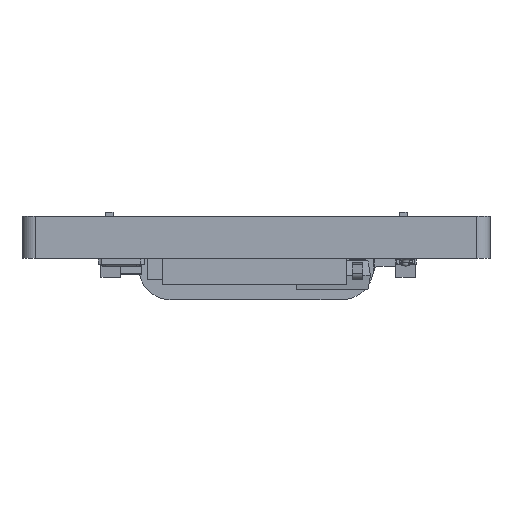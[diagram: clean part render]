
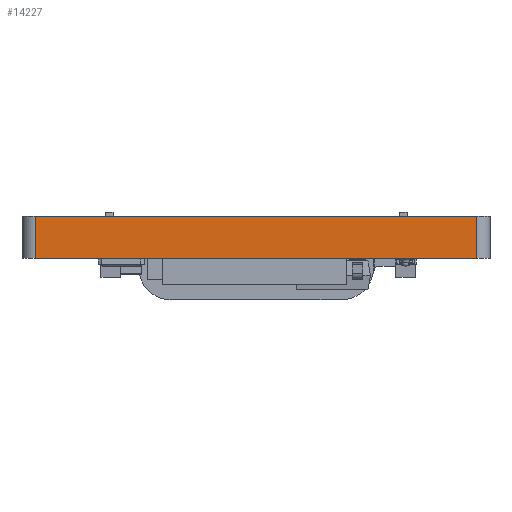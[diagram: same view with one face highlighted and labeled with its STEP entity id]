
A CAD part, front view. The second image highlights one B-rep face of the part: STEP entity #14227.
In plain terms, the highlighted planar face has unit normal (0, -1, 0).
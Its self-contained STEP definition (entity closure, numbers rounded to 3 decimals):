
#1590=FACE_OUTER_BOUND('',#2446,.T.);
#2446=EDGE_LOOP('',(#12745,#12746,#12747,#12748));
#3956=LINE('',#24119,#5536);
#3977=LINE('',#24258,#5557);
#4030=LINE('',#24455,#5610);
#4031=LINE('',#24456,#5611);
#5536=VECTOR('',#18867,16.78);
#5557=VECTOR('',#18986,16.78);
#5610=VECTOR('',#19193,1.6);
#5611=VECTOR('',#19194,1.6);
#6819=VERTEX_POINT('',#24116);
#6820=VERTEX_POINT('',#24118);
#6888=VERTEX_POINT('',#24255);
#6889=VERTEX_POINT('',#24257);
#8736=EDGE_CURVE('',#6820,#6819,#3956,.T.);
#8805=EDGE_CURVE('',#6888,#6889,#3977,.T.);
#8906=EDGE_CURVE('',#6819,#6889,#4030,.T.);
#8907=EDGE_CURVE('',#6888,#6820,#4031,.T.);
#12745=ORIENTED_EDGE('',*,*,#8736,.T.);
#12746=ORIENTED_EDGE('',*,*,#8906,.T.);
#12747=ORIENTED_EDGE('',*,*,#8805,.F.);
#12748=ORIENTED_EDGE('',*,*,#8907,.T.);
#13476=PLANE('',#15444);
#14227=ADVANCED_FACE('',(#1590),#13476,.T.);
#15444=AXIS2_PLACEMENT_3D('',#24454,#19191,#19192);
#18867=DIRECTION('',(-1.,0.,0.));
#18986=DIRECTION('',(-1.,0.,0.));
#19191=DIRECTION('center_axis',(0.,-1.,0.));
#19192=DIRECTION('ref_axis',(0.,0.,1.));
#19193=DIRECTION('',(0.,0.,-1.));
#19194=DIRECTION('',(0.,0.,1.));
#24116=CARTESIAN_POINT('',(-8.39,-16.5,1.6));
#24118=CARTESIAN_POINT('',(8.39,-16.5,1.6));
#24119=CARTESIAN_POINT('',(8.39,-16.5,1.6));
#24255=CARTESIAN_POINT('',(8.39,-16.5,0.));
#24257=CARTESIAN_POINT('',(-8.39,-16.5,0.));
#24258=CARTESIAN_POINT('',(8.39,-16.5,0.));
#24454=CARTESIAN_POINT('Origin',(0.,-16.5,1.6));
#24455=CARTESIAN_POINT('',(-8.39,-16.5,1.6));
#24456=CARTESIAN_POINT('',(8.39,-16.5,0.));
